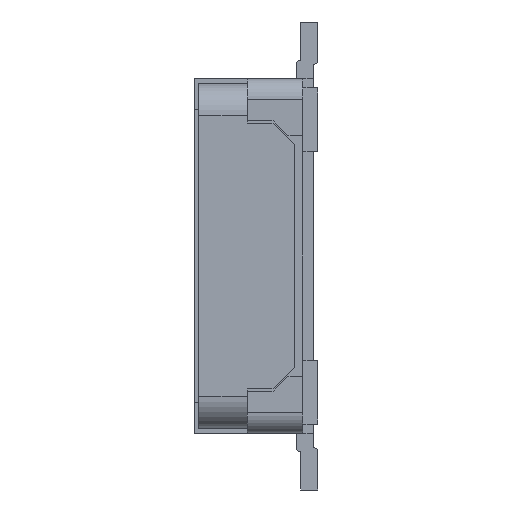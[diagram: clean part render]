
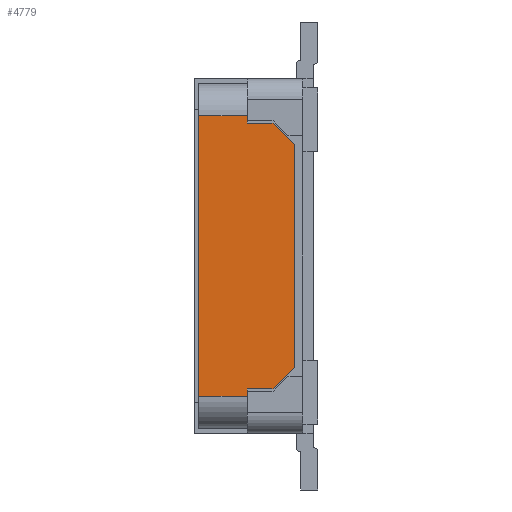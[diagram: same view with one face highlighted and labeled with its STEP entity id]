
A CAD part, left-side view. The second image highlights one B-rep face of the part: STEP entity #4779.
In plain terms, the highlighted planar face has unit normal (-1, 0, 0).
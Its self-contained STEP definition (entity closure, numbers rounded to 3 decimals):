
#207=DIRECTION('',(0.,0.,1.));
#208=VECTOR('',#207,0.01);
#209=CARTESIAN_POINT('',(-1.92,0.31,-0.635));
#210=LINE('',#209,#208);
#215=DIRECTION('',(0.,0.,1.));
#216=VECTOR('',#215,0.01);
#217=CARTESIAN_POINT('',(-1.92,0.31,0.625));
#218=LINE('',#217,#216);
#296=DIRECTION('',(0.,0.,1.));
#297=VECTOR('',#296,1.32);
#298=CARTESIAN_POINT('',(-1.92,0.54,-0.66));
#299=LINE('',#298,#297);
#917=DIRECTION('',(0.,0.,1.));
#918=VECTOR('',#917,0.025);
#919=CARTESIAN_POINT('',(-1.92,0.31,-0.66));
#920=LINE('',#919,#918);
#930=DIRECTION('',(0.,0.,1.));
#931=VECTOR('',#930,0.025);
#932=CARTESIAN_POINT('',(-1.92,0.31,0.635));
#933=LINE('',#932,#931);
#955=DIRECTION('',(0.,1.,0.));
#956=VECTOR('',#955,0.12);
#957=CARTESIAN_POINT('',(-1.92,0.19,0.625));
#958=LINE('',#957,#956);
#959=DIRECTION('',(0.,0.707,0.707));
#960=VECTOR('',#959,0.141);
#961=CARTESIAN_POINT('',(-1.92,0.09,0.525));
#962=LINE('',#961,#960);
#963=DIRECTION('',(0.,0.,1.));
#964=VECTOR('',#963,1.05);
#965=CARTESIAN_POINT('',(-1.92,0.09,-0.525));
#966=LINE('',#965,#964);
#967=DIRECTION('',(0.,-0.707,0.707));
#968=VECTOR('',#967,0.141);
#969=CARTESIAN_POINT('',(-1.92,0.19,-0.625));
#970=LINE('',#969,#968);
#971=DIRECTION('',(0.,-1.,0.));
#972=VECTOR('',#971,0.12);
#973=CARTESIAN_POINT('',(-1.92,0.31,-0.625));
#974=LINE('',#973,#972);
#975=DIRECTION('',(0.,1.,0.));
#976=VECTOR('',#975,0.23);
#977=CARTESIAN_POINT('',(-1.92,0.31,-0.66));
#978=LINE('',#977,#976);
#995=DIRECTION('',(0.,1.,0.));
#996=VECTOR('',#995,0.23);
#997=CARTESIAN_POINT('',(-1.92,0.31,0.66));
#998=LINE('',#997,#996);
#2866=CARTESIAN_POINT('',(-1.92,0.54,-0.66));
#2868=VERTEX_POINT('',#2866);
#2869=CARTESIAN_POINT('',(-1.92,0.54,0.66));
#2870=VERTEX_POINT('',#2869);
#2878=CARTESIAN_POINT('',(-1.92,0.31,-0.635));
#2880=VERTEX_POINT('',#2878);
#2882=CARTESIAN_POINT('',(-1.92,0.31,0.635));
#2884=VERTEX_POINT('',#2882);
#2899=CARTESIAN_POINT('',(-1.92,0.31,-0.66));
#2900=VERTEX_POINT('',#2899);
#2901=CARTESIAN_POINT('',(-1.92,0.31,0.66));
#2902=VERTEX_POINT('',#2901);
#2905=CARTESIAN_POINT('',(-1.92,0.19,-0.625));
#2906=CARTESIAN_POINT('',(-1.92,0.09,-0.525));
#2907=VERTEX_POINT('',#2905);
#2908=VERTEX_POINT('',#2906);
#2909=CARTESIAN_POINT('',(-1.92,0.09,0.525));
#2910=VERTEX_POINT('',#2909);
#2911=CARTESIAN_POINT('',(-1.92,0.19,0.625));
#2912=VERTEX_POINT('',#2911);
#2925=CARTESIAN_POINT('',(-1.92,0.31,-0.625));
#2926=VERTEX_POINT('',#2925);
#2927=CARTESIAN_POINT('',(-1.92,0.31,0.625));
#2928=VERTEX_POINT('',#2927);
#4755=CARTESIAN_POINT('',(-1.92,0.31,-0.66));
#4756=DIRECTION('',(-1.,0.,0.));
#4757=DIRECTION('',(0.,0.,1.));
#4758=AXIS2_PLACEMENT_3D('',#4755,#4756,#4757);
#4759=PLANE('',#4758);
#4760=ORIENTED_EDGE('',*,*,#3843,.F.);
#4762=ORIENTED_EDGE('',*,*,#4761,.F.);
#4764=ORIENTED_EDGE('',*,*,#4763,.F.);
#4766=ORIENTED_EDGE('',*,*,#4765,.F.);
#4768=ORIENTED_EDGE('',*,*,#4767,.F.);
#4769=ORIENTED_EDGE('',*,*,#3860,.F.);
#4770=ORIENTED_EDGE('',*,*,#3831,.F.);
#4771=ORIENTED_EDGE('',*,*,#4698,.F.);
#4772=ORIENTED_EDGE('',*,*,#4749,.T.);
#4773=ORIENTED_EDGE('',*,*,#3929,.T.);
#4775=ORIENTED_EDGE('',*,*,#4774,.F.);
#4776=ORIENTED_EDGE('',*,*,#4715,.F.);
#4777=EDGE_LOOP('',(#4760,#4762,#4764,#4766,#4768,#4769,#4770,#4771,#4772,#4773,
#4775,#4776));
#4778=FACE_OUTER_BOUND('',#4777,.F.);
#4779=ADVANCED_FACE('',(#4778),#4759,.T.);
#3831=EDGE_CURVE('',#2880,#2926,#210,.T.);
#3843=EDGE_CURVE('',#2928,#2884,#218,.T.);
#3860=EDGE_CURVE('',#2926,#2907,#974,.T.);
#3929=EDGE_CURVE('',#2868,#2870,#299,.T.);
#4698=EDGE_CURVE('',#2900,#2880,#920,.T.);
#4715=EDGE_CURVE('',#2884,#2902,#933,.T.);
#4749=EDGE_CURVE('',#2900,#2868,#978,.T.);
#4761=EDGE_CURVE('',#2912,#2928,#958,.T.);
#4763=EDGE_CURVE('',#2910,#2912,#962,.T.);
#4765=EDGE_CURVE('',#2908,#2910,#966,.T.);
#4767=EDGE_CURVE('',#2907,#2908,#970,.T.);
#4774=EDGE_CURVE('',#2902,#2870,#998,.T.);
